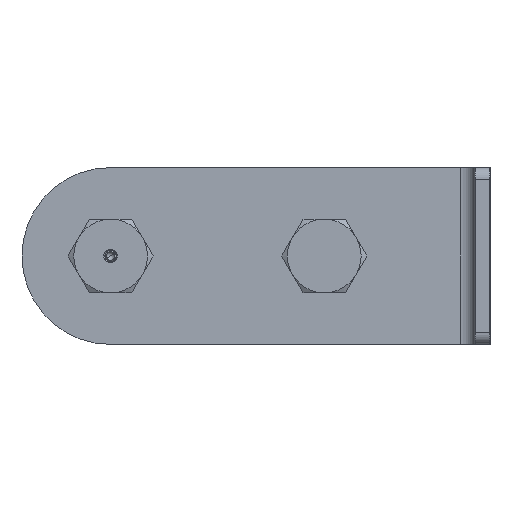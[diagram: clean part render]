
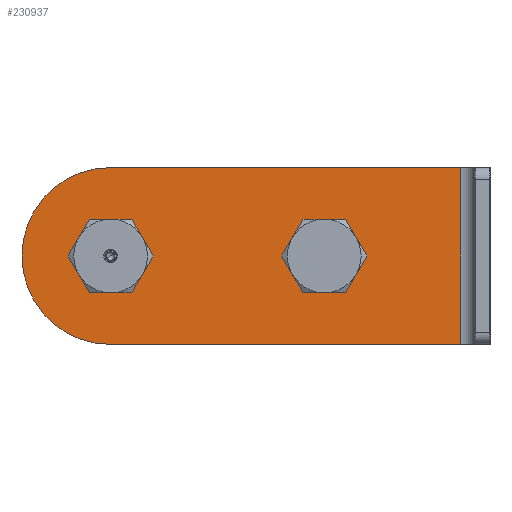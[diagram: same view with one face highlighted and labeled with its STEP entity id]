
A CAD part, left-side view. The second image highlights one B-rep face of the part: STEP entity #230937.
In plain terms, the highlighted planar face has unit normal (-1, 0, 0).
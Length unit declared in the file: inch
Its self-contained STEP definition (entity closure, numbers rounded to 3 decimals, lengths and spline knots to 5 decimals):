
#6819 = VECTOR ( 'NONE', #217457, 39.37008 ) ;
#9625 = AXIS2_PLACEMENT_3D ( 'NONE', #84237, #63975, #43796 ) ;
#11323 = LINE ( 'NONE', #83957, #6819 ) ;
#13092 = EDGE_CURVE ( 'NONE', #168543, #45863, #43076, .T. ) ;
#14335 = ORIENTED_EDGE ( 'NONE', *, *, #83757, .F. ) ;
#15186 = EDGE_LOOP ( 'NONE', ( #69472, #97559 ) ) ;
#15295 = AXIS2_PLACEMENT_3D ( 'NONE', #124743, #197538, #127080 ) ;
#22585 = VERTEX_POINT ( 'NONE', #175616 ) ;
#30157 = CIRCLE ( 'NONE', #163460, 0.45312 ) ;
#37912 = EDGE_CURVE ( 'NONE', #141889, #104048, #191575, .T. ) ;
#39760 = CARTESIAN_POINT ( 'NONE',  ( -7.82, 0.003, 1.5 ) ) ;
#41911 = PLANE ( 'NONE',  #143776 ) ;
#43076 = CIRCLE ( 'NONE', #130560, 0.45312 ) ;
#43796 = DIRECTION ( 'NONE',  ( 0., 0., 1. ) ) ;
#44650 = DIRECTION ( 'NONE',  ( -1., 0., 0. ) ) ;
#45005 = DIRECTION ( 'NONE',  ( 0., 0., 1. ) ) ;
#45128 = VERTEX_POINT ( 'NONE', #80531 ) ;
#45863 = VERTEX_POINT ( 'NONE', #216491 ) ;
#47466 = DIRECTION ( 'NONE',  ( 0., 0., 1. ) ) ;
#49014 = CARTESIAN_POINT ( 'NONE',  ( -7.82, -3.625, 0.45312 ) ) ;
#55228 = CIRCLE ( 'NONE', #9625, 1.5 ) ;
#59775 = FACE_OUTER_BOUND ( 'NONE', #108416, .T. ) ;
#62934 = CARTESIAN_POINT ( 'NONE',  ( -7.82, -3.625, 0. ) ) ;
#63975 = DIRECTION ( 'NONE',  ( 1., 0., 0. ) ) ;
#64821 = CARTESIAN_POINT ( 'NONE',  ( -7.82, 0., 0. ) ) ;
#64959 = EDGE_CURVE ( 'NONE', #45128, #216040, #55228, .T. ) ;
#69448 = CIRCLE ( 'NONE', #198839, 0.45312 ) ;
#69472 = ORIENTED_EDGE ( 'NONE', *, *, #94717, .F. ) ;
#73527 = EDGE_CURVE ( 'NONE', #22585, #164625, #69448, .T. ) ;
#77083 = CARTESIAN_POINT ( 'NONE',  ( -7.82, -5.937, -1.5 ) ) ;
#79948 = FACE_BOUND ( 'NONE', #116020, .T. ) ;
#80531 = CARTESIAN_POINT ( 'NONE',  ( -7.82, 0.003, -1.5 ) ) ;
#81133 = DIRECTION ( 'NONE',  ( 0., 0., -1. ) ) ;
#83757 = EDGE_CURVE ( 'NONE', #45863, #168543, #102691, .T. ) ;
#83957 = CARTESIAN_POINT ( 'NONE',  ( -7.82, -5.937, 1.5 ) ) ;
#84237 = CARTESIAN_POINT ( 'NONE',  ( -7.82, 0.003, 0. ) ) ;
#94717 = EDGE_CURVE ( 'NONE', #164625, #22585, #30157, .T. ) ;
#97559 = ORIENTED_EDGE ( 'NONE', *, *, #73527, .F. ) ;
#99022 = DIRECTION ( 'NONE',  ( 1., 0., 0. ) ) ;
#100956 = CARTESIAN_POINT ( 'NONE',  ( -7.82, 0., 0. ) ) ;
#102691 = CIRCLE ( 'NONE', #15295, 0.45312 ) ;
#104048 = VERTEX_POINT ( 'NONE', #202290 ) ;
#108416 = EDGE_LOOP ( 'NONE', ( #235766, #232902, #166894, #148660 ) ) ;
#115746 = LINE ( 'NONE', #204125, #235320 ) ;
#116020 = EDGE_LOOP ( 'NONE', ( #140158, #14335 ) ) ;
#124743 = CARTESIAN_POINT ( 'NONE',  ( -7.82, -3.625, 0. ) ) ;
#127080 = DIRECTION ( 'NONE',  ( 0., 0., 1. ) ) ;
#130560 = AXIS2_PLACEMENT_3D ( 'NONE', #62934, #135749, #47466 ) ;
#131516 = CARTESIAN_POINT ( 'NONE',  ( -7.82, -5.937, -1.5 ) ) ;
#135749 = DIRECTION ( 'NONE',  ( -1., 0., 0. ) ) ;
#140158 = ORIENTED_EDGE ( 'NONE', *, *, #13092, .F. ) ;
#141889 = VERTEX_POINT ( 'NONE', #131516 ) ;
#143776 = AXIS2_PLACEMENT_3D ( 'NONE', #171761, #99022, #81133 ) ;
#148660 = ORIENTED_EDGE ( 'NONE', *, *, #37912, .T. ) ;
#151608 = DIRECTION ( 'NONE',  ( 0., 1., 0. ) ) ;
#163460 = AXIS2_PLACEMENT_3D ( 'NONE', #64821, #44650, #190126 ) ;
#164625 = VERTEX_POINT ( 'NONE', #186111 ) ;
#166894 = ORIENTED_EDGE ( 'NONE', *, *, #171569, .F. ) ;
#168543 = VERTEX_POINT ( 'NONE', #49014 ) ;
#171569 = EDGE_CURVE ( 'NONE', #141889, #45128, #115746, .T. ) ;
#171761 = CARTESIAN_POINT ( 'NONE',  ( -7.82, -5.937, -1.5 ) ) ;
#174121 = FACE_BOUND ( 'NONE', #15186, .T. ) ;
#175616 = CARTESIAN_POINT ( 'NONE',  ( -7.82, 0., -0.45312 ) ) ;
#186111 = CARTESIAN_POINT ( 'NONE',  ( -7.82, 0., 0.45312 ) ) ;
#187970 = DIRECTION ( 'NONE',  ( 0., 0., 1. ) ) ;
#190126 = DIRECTION ( 'NONE',  ( 0., 0., 1. ) ) ;
#191393 = EDGE_CURVE ( 'NONE', #104048, #216040, #11323, .T. ) ;
#191575 = LINE ( 'NONE', #77083, #228850 ) ;
#197538 = DIRECTION ( 'NONE',  ( -1., 0., 0. ) ) ;
#198839 = AXIS2_PLACEMENT_3D ( 'NONE', #100956, #228528, #45005 ) ;
#202290 = CARTESIAN_POINT ( 'NONE',  ( -7.82, -5.937, 1.5 ) ) ;
#204125 = CARTESIAN_POINT ( 'NONE',  ( -7.82, -5.937, -1.5 ) ) ;
#216040 = VERTEX_POINT ( 'NONE', #39760 ) ;
#216491 = CARTESIAN_POINT ( 'NONE',  ( -7.82, -3.625, -0.45313 ) ) ;
#217457 = DIRECTION ( 'NONE',  ( 0., 1., 0. ) ) ;
#228528 = DIRECTION ( 'NONE',  ( -1., 0., 0. ) ) ;
#228850 = VECTOR ( 'NONE', #187970, 39.37008 ) ;
#230937 = ADVANCED_FACE ( 'NONE', ( #79948, #174121, #59775 ), #41911, .F. ) ;
#232902 = ORIENTED_EDGE ( 'NONE', *, *, #64959, .F. ) ;
#235320 = VECTOR ( 'NONE', #151608, 39.37008 ) ;
#235766 = ORIENTED_EDGE ( 'NONE', *, *, #191393, .T. ) ;
